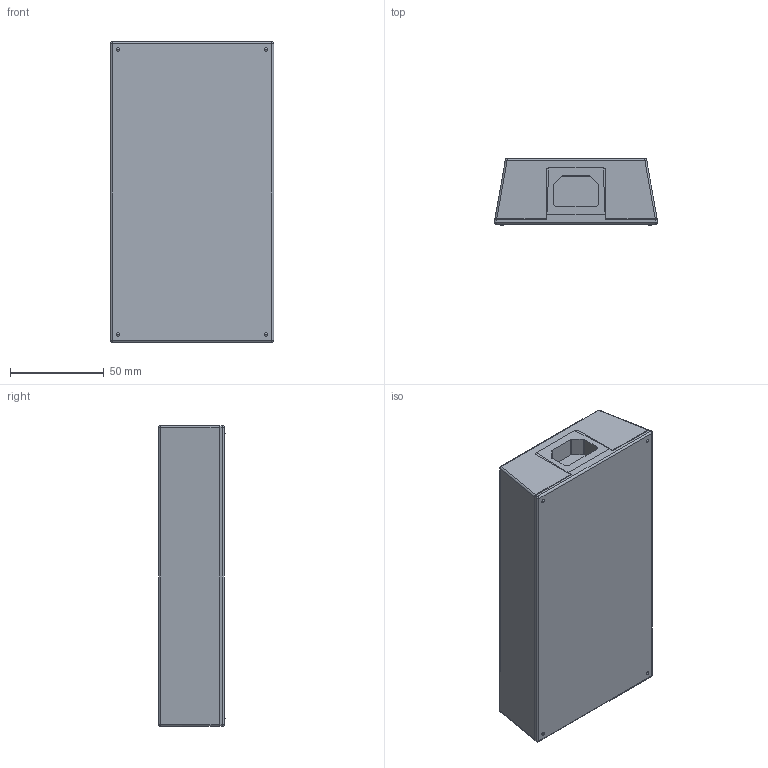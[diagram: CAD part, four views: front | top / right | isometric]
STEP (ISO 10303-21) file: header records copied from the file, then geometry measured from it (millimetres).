
FILE_DESCRIPTION(/* description */ (''),/* implementation_level */ '2;1');
FILE_NAME(/* name */ 'Starlink_Gen1_PowerSupplyUnit.stp',/* time_stamp */ '2022-08-18T11:57:50-07:00',/* author */ (''),/* organization */ (''),/* preprocessor_version */ 'ST-DEVELOPER v18.102',/* originating_system */ 'SIEMENS PLM Software NX 2023',/* authorisation */ '');
FILE_SCHEMA (('AUTOMOTIVE_DESIGN { 1 0 10303 214 3 1 1 1 }'));
Length unit declared in the file: millimetre
Products named in the file (1): 01_objects
Bounding box: 86.96 x 35.5 x 160 mm (x, y, z)
Volume: 450217.3 mm3; surface area: 43404.3 mm2
Topology: 1 solids, 1 shells, 87 faces, 205 edges, 121 vertices
Faces by surface type: plane 37, cylinder 26, sphere 18, bspline 6
Full cylindrical faces by diameter (mm): 3 x2
Entity records: 2613 total; most frequent: CARTESIAN_POINT 680, ORIENTED_EDGE 390, DIRECTION 386, EDGE_CURVE 195, AXIS2_PLACEMENT_3D 142, VERTEX_POINT 121, LINE 102, VECTOR 102
